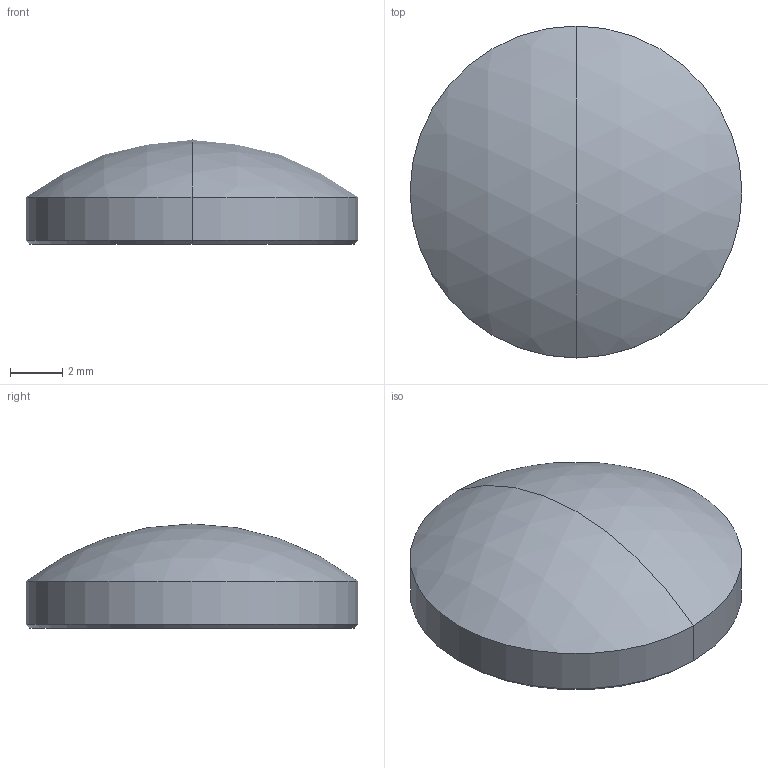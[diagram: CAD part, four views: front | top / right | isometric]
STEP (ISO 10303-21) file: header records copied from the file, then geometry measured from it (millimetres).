
FILE_DESCRIPTION (( 'STEP AP214' ), '1' );
FILE_NAME ('21777-E0W.STEP', '2011-04-25T15:49:57', ( 'Admin' ), ( 'Thorlabs, Inc.' ), 'SwSTEP 2.0', 'SolidWorks 2011', '' );
FILE_SCHEMA (( 'AUTOMOTIVE_DESIGN' ));
Length unit declared in the file: millimetre
Products named in the file (1): 21777-E0W
Bounding box: 12.7 x 12.7 x 3.98 mm (x, y, z)
Surface area: 336.5 mm2 (no closed solid volume)
Topology: 0 solids, 1 shells, 7 faces, 12 edges, 7 vertices
Faces by surface type: sphere 2, cylinder 2, cone 2, plane 1
Entity records: 270 total; most frequent: DIRECTION 36, CARTESIAN_POINT 27, ORIENTED_EDGE 24, AXIS2_PLACEMENT_3D 16, EDGE_CURVE 12, UNCERTAINTY_MEASURE_WITH_UNIT 9, CIRCLE 8, MECHANICAL_DESIGN_GEOMETRIC_PRESENTATION_REPRESENTATION 8
